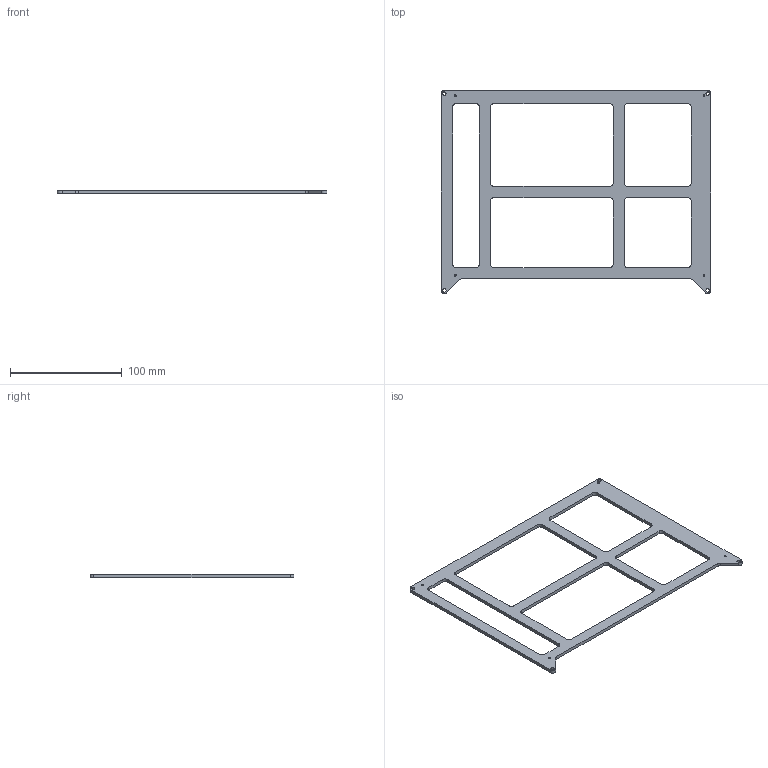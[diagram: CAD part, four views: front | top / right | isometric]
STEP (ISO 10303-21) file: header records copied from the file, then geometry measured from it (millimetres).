
FILE_DESCRIPTION(/* description */ (''),/* implementation_level */ '2;1');
FILE_NAME(/* name */ 'Display Panel Adapter.step',/* time_stamp */ '2024-02-20T00:44:26-08:00',/* author */ (''),/* organization */ (''),/* preprocessor_version */ 'ST-DEVELOPER v20',/* originating_system */ 'Autodesk Translation Framework v12.20.1.177',/* authorisation */ '');
FILE_SCHEMA (('AUTOMOTIVE_DESIGN { 1 0 10303 214 3 1 1 }'));
Length unit declared in the file: millimetre
Products named in the file (2): thinkpad display assembly; iPad Mount Bracket
Assembly tree (1 placements, depth 2):
  thinkpad display assembly
    iPad Mount Bracket
Bounding box: 242 x 182.5 x 3 mm (x, y, z)
Volume: 43224.4 mm3; surface area: 36184.5 mm2
Topology: 1 solids, 1 shells, 62 faces, 180 edges, 120 vertices
Faces by surface type: cylinder 34, plane 28
Full cylindrical faces by diameter (mm): 1.6 x4, 3 x4
Entity records: 2177 total; most frequent: DIRECTION 378, CARTESIAN_POINT 365, ORIENTED_EDGE 360, EDGE_CURVE 180, AXIS2_PLACEMENT_3D 133, VERTEX_POINT 120, LINE 112, VECTOR 112
